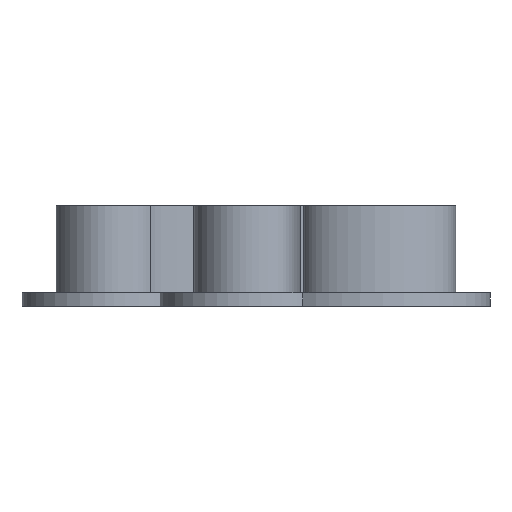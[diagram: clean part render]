
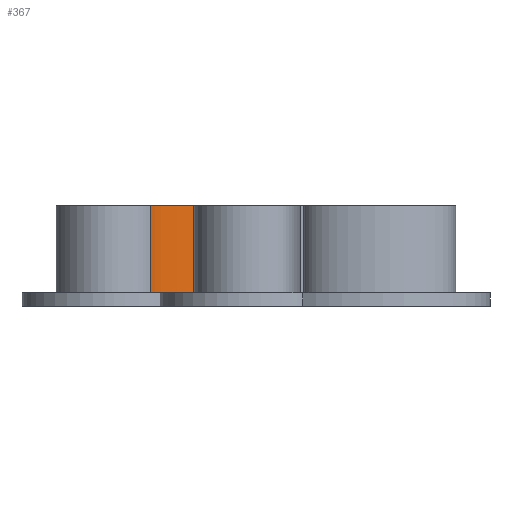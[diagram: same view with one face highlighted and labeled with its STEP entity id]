
A CAD part, left-side view. The second image highlights one B-rep face of the part: STEP entity #367.
In plain terms, the highlighted free-form (B-spline) face has degree [3, 1] with [10, 2] control points.
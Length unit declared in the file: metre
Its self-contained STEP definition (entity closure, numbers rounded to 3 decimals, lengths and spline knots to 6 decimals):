
#21=LINE('',#561,#39);
#23=LINE('',#655,#41);
#39=VECTOR('',#412,1.);
#41=VECTOR('',#414,1.);
#61=ORIENTED_EDGE('',*,*,#173,.T.);
#62=ORIENTED_EDGE('',*,*,#174,.F.);
#63=ORIENTED_EDGE('',*,*,#175,.F.);
#64=ORIENTED_EDGE('',*,*,#170,.T.);
#170=EDGE_CURVE('',#227,#226,#21,.T.);
#173=EDGE_CURVE('',#226,#229,#265,.T.);
#174=EDGE_CURVE('',#230,#229,#23,.T.);
#175=EDGE_CURVE('',#227,#230,#266,.T.);
#226=VERTEX_POINT('',#560);
#227=VERTEX_POINT('',#562);
#229=VERTEX_POINT('',#654);
#230=VERTEX_POINT('',#656);
#265=B_SPLINE_CURVE_WITH_KNOTS('',3,(#639,#640,#641,#642,#643,#644,#645,
#646,#647,#648,#649,#650,#651,#652,#653),.UNSPECIFIED.,.F.,.F.,(4,1,1,1,
1,1,1,1,1,1,1,1,4),(0.116919,0.118323,0.119728,
0.122537,0.125346,0.128155,0.12956,
0.130964,0.131667,0.132369,0.133774,
0.136583,0.139392),.UNSPECIFIED.);
#266=B_SPLINE_CURVE_WITH_KNOTS('',3,(#657,#658,#659,#660,#661,#662,#663,
#664,#665,#666,#667,#668,#669,#670,#671),.UNSPECIFIED.,.F.,.F.,(4,1,1,1,
1,1,1,1,1,1,1,1,4),(0.116919,0.118323,0.119728,
0.122537,0.125346,0.128155,0.12956,
0.130964,0.131667,0.132369,0.133774,
0.136583,0.139392),.UNSPECIFIED.);
#298=EDGE_LOOP('',(#61,#62,#63,#64));
#324=FACE_BOUND('',#298,.T.);
#350=B_SPLINE_SURFACE_WITH_KNOTS('',3,1,((#619,#620),(#621,#622),(#623,
#624),(#625,#626),(#627,#628),(#629,#630),(#631,#632),(#633,#634),(#635,
#636),(#637,#638)),.SURF_OF_LINEAR_EXTRUSION.,.F.,.F.,.F.,(4,1,1,1,1,1,
1,4),(2,2),(0.116919,0.119728,0.122537,0.128155,
0.130964,0.133774,0.136583,0.139392),
(0.,1.),.UNSPECIFIED.);
#367=ADVANCED_FACE('',(#324),#350,.F.);
#412=DIRECTION('',(0.,0.,-1.));
#414=DIRECTION('',(0.,0.,-1.));
#560=CARTESIAN_POINT('',(-0.010087,0.019,0.));
#561=CARTESIAN_POINT('',(-0.010087,0.019,0.0127));
#562=CARTESIAN_POINT('',(-0.010087,0.019,0.0127));
#619=CARTESIAN_POINT('',(-0.010087,0.019,0.0127));
#620=CARTESIAN_POINT('',(-0.010087,0.019,0.));
#621=CARTESIAN_POINT('',(-0.010139,0.018641,0.0127));
#622=CARTESIAN_POINT('',(-0.010139,0.018641,0.));
#623=CARTESIAN_POINT('',(-0.010154,0.017986,0.0127));
#624=CARTESIAN_POINT('',(-0.010154,0.017986,0.));
#625=CARTESIAN_POINT('',(-0.010057,0.016666,0.0127));
#626=CARTESIAN_POINT('',(-0.010057,0.016666,0.));
#627=CARTESIAN_POINT('',(-0.009846,0.015315,0.0127));
#628=CARTESIAN_POINT('',(-0.009846,0.015315,0.));
#629=CARTESIAN_POINT('',(-0.009647,0.014129,0.0127));
#630=CARTESIAN_POINT('',(-0.009647,0.014129,0.));
#631=CARTESIAN_POINT('',(-0.009543,0.013439,0.0127));
#632=CARTESIAN_POINT('',(-0.009543,0.013439,0.));
#633=CARTESIAN_POINT('',(-0.009452,0.012791,0.0127));
#634=CARTESIAN_POINT('',(-0.009452,0.012791,0.));
#635=CARTESIAN_POINT('',(-0.009361,0.012321,0.0127));
#636=CARTESIAN_POINT('',(-0.009361,0.012321,0.));
#637=CARTESIAN_POINT('',(-0.009295,0.012071,0.0127));
#638=CARTESIAN_POINT('',(-0.009295,0.012071,0.));
#639=CARTESIAN_POINT('',(-0.010087,0.019,0.));
#640=CARTESIAN_POINT('',(-0.010113,0.018821,0.));
#641=CARTESIAN_POINT('',(-0.010141,0.018479,0.));
#642=CARTESIAN_POINT('',(-0.010143,0.017819,0.));
#643=CARTESIAN_POINT('',(-0.010081,0.016996,0.));
#644=CARTESIAN_POINT('',(-0.009951,0.015992,0.));
#645=CARTESIAN_POINT('',(-0.009822,0.015179,0.));
#646=CARTESIAN_POINT('',(-0.009722,0.014575,0.));
#647=CARTESIAN_POINT('',(-0.009664,0.014225,0.));
#648=CARTESIAN_POINT('',(-0.009623,0.013966,0.));
#649=CARTESIAN_POINT('',(-0.009586,0.013726,0.));
#650=CARTESIAN_POINT('',(-0.009528,0.013331,0.));
#651=CARTESIAN_POINT('',(-0.009452,0.012791,0.));
#652=CARTESIAN_POINT('',(-0.009361,0.012321,0.));
#653=CARTESIAN_POINT('',(-0.009295,0.012071,0.));
#654=CARTESIAN_POINT('',(-0.009295,0.012071,0.));
#655=CARTESIAN_POINT('',(-0.009295,0.012071,0.0127));
#656=CARTESIAN_POINT('',(-0.009295,0.012071,0.0127));
#657=CARTESIAN_POINT('',(-0.010087,0.019,0.0127));
#658=CARTESIAN_POINT('',(-0.010113,0.018821,0.0127));
#659=CARTESIAN_POINT('',(-0.010141,0.018479,0.0127));
#660=CARTESIAN_POINT('',(-0.010143,0.017819,0.0127));
#661=CARTESIAN_POINT('',(-0.010081,0.016996,0.0127));
#662=CARTESIAN_POINT('',(-0.009951,0.015992,0.0127));
#663=CARTESIAN_POINT('',(-0.009822,0.015179,0.0127));
#664=CARTESIAN_POINT('',(-0.009722,0.014575,0.0127));
#665=CARTESIAN_POINT('',(-0.009664,0.014225,0.0127));
#666=CARTESIAN_POINT('',(-0.009623,0.013966,0.0127));
#667=CARTESIAN_POINT('',(-0.009586,0.013726,0.0127));
#668=CARTESIAN_POINT('',(-0.009528,0.013331,0.0127));
#669=CARTESIAN_POINT('',(-0.009452,0.012791,0.0127));
#670=CARTESIAN_POINT('',(-0.009361,0.012321,0.0127));
#671=CARTESIAN_POINT('',(-0.009295,0.012071,0.0127));
